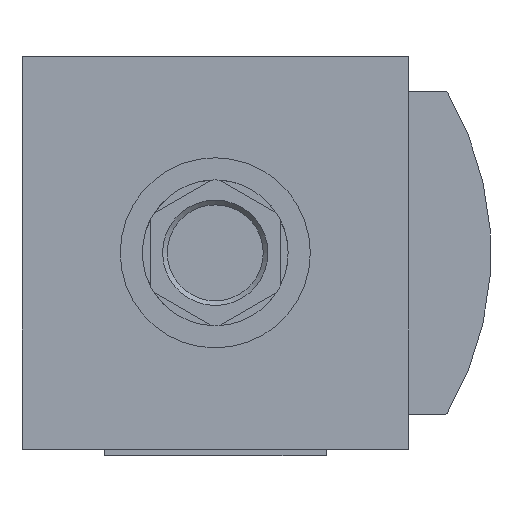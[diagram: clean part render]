
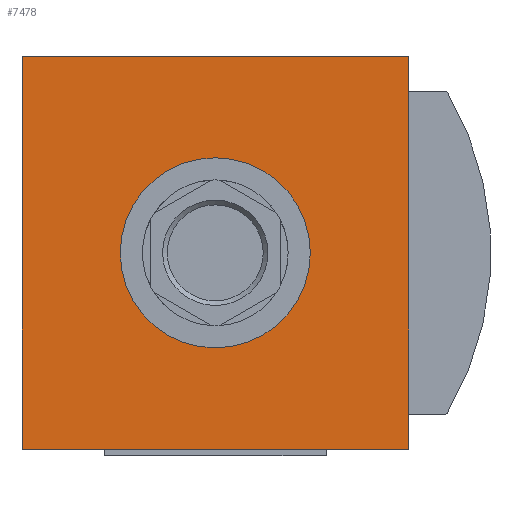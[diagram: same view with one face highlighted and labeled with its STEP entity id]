
A CAD part, front view. The second image highlights one B-rep face of the part: STEP entity #7478.
In plain terms, the highlighted planar face has unit normal (0, -1, 0).
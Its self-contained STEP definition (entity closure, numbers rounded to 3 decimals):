
#92=CIRCLE('',#7852,30.);
#686=ORIENTED_EDGE('',*,*,#2081,.F.);
#687=ORIENTED_EDGE('',*,*,#1965,.F.);
#688=ORIENTED_EDGE('',*,*,#1942,.F.);
#689=ORIENTED_EDGE('',*,*,#1971,.F.);
#690=ORIENTED_EDGE('',*,*,#1926,.F.);
#1926=EDGE_CURVE('',#2653,#2654,#3162,.T.);
#1942=EDGE_CURVE('',#2669,#2670,#3178,.T.);
#1965=EDGE_CURVE('',#2670,#2653,#3197,.T.);
#1971=EDGE_CURVE('',#2654,#2669,#3203,.T.);
#2081=EDGE_CURVE('',#2759,#2759,#92,.F.);
#2653=VERTEX_POINT('',#10049);
#2654=VERTEX_POINT('',#10051);
#2669=VERTEX_POINT('',#10082);
#2670=VERTEX_POINT('',#10084);
#2759=VERTEX_POINT('',#10357);
#3162=LINE('',#10050,#3773);
#3178=LINE('',#10083,#3789);
#3197=LINE('',#10128,#3808);
#3203=LINE('',#10141,#3814);
#3773=VECTOR('',#8452,1000.);
#3789=VECTOR('',#8470,1000.);
#3808=VECTOR('',#8507,1000.);
#3814=VECTOR('',#8517,1000.);
#4339=EDGE_LOOP('',(#686));
#4340=EDGE_LOOP('',(#687,#688,#689,#690));
#4716=FACE_BOUND('',#4339,.T.);
#4717=FACE_BOUND('',#4340,.T.);
#5056=PLANE('',#7851);
#7478=ADVANCED_FACE('',(#4716,#4717),#5056,.F.);
#7851=AXIS2_PLACEMENT_3D('',#10355,#8721,#8722);
#7852=AXIS2_PLACEMENT_3D('',#10356,#8723,#8724);
#8452=DIRECTION('',(1.,0.,0.));
#8470=DIRECTION('',(-1.,0.,0.));
#8507=DIRECTION('',(0.,0.,1.));
#8517=DIRECTION('',(0.,0.,-1.));
#8721=DIRECTION('',(0.,1.,0.));
#8722=DIRECTION('',(0.,0.,1.));
#8723=DIRECTION('',(0.,1.,0.));
#8724=DIRECTION('',(0.,0.,1.));
#10049=CARTESIAN_POINT('',(-61.,-80.,62.));
#10050=CARTESIAN_POINT('',(-61.,-80.,62.));
#10051=CARTESIAN_POINT('',(61.,-80.,62.));
#10082=CARTESIAN_POINT('',(61.,-80.,-62.));
#10083=CARTESIAN_POINT('',(61.,-80.,-62.));
#10084=CARTESIAN_POINT('',(-61.,-80.,-62.));
#10128=CARTESIAN_POINT('',(-61.,-80.,-62.));
#10141=CARTESIAN_POINT('',(61.,-80.,62.));
#10355=CARTESIAN_POINT('',(0.,-80.,0.));
#10356=CARTESIAN_POINT('',(0.,-80.,0.));
#10357=CARTESIAN_POINT('',(0.,-80.,30.));
